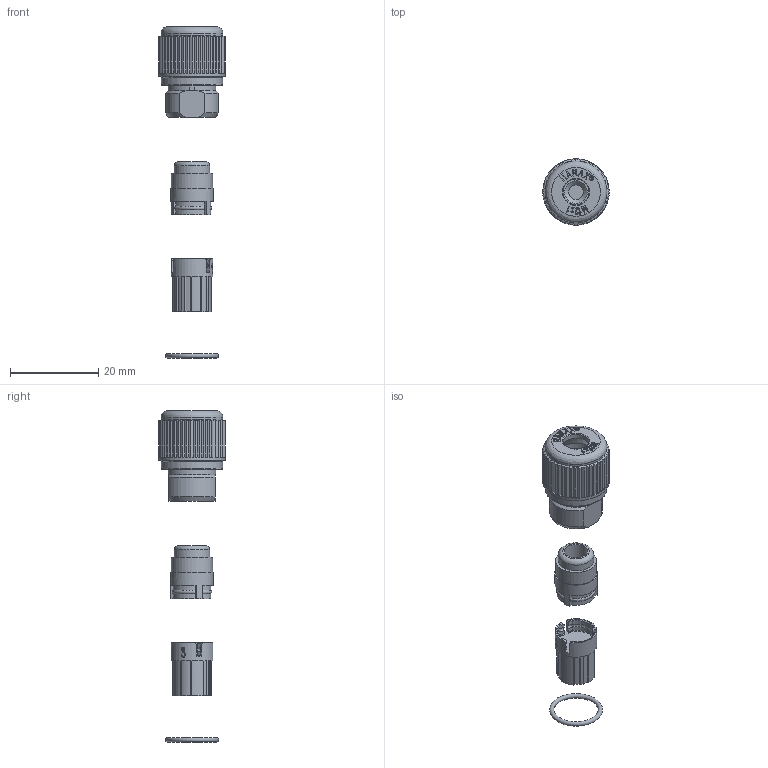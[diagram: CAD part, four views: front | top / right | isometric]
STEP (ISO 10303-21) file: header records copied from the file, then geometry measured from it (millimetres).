
FILE_DESCRIPTION(/* description */ (''),/* implementation_level */ '2;1');
FILE_NAME(/* name */ '100740435ugm000_a.stp',/* time_stamp */ '2017-09-26T12:29:11+02:00',/* author */ (''),/* organization */ (''),/* preprocessor_version */ 'ST-DEVELOPER v16',/* originating_system */ 'SIEMENS PLM Software NX 10.0',/* authorisation */ '');
FILE_SCHEMA (('AUTOMOTIVE_DESIGN { 1 0 10303 214 3 1 1 1 }'));
Length unit declared in the file: millimetre
Products named in the file (1): 100740435ugm000_a
Bounding box: 15 x 15 x 75.06 mm (x, y, z)
Volume: 2659.3 mm3; surface area: 3205.7 mm2
Topology: 4 solids, 4 shells, 515 faces, 1321 edges, 843 vertices
Faces by surface type: plane 362, cylinder 76, extrusion 46, torus 11, bspline 11, cone 9
Full cylindrical faces by diameter (mm): 0.9 x1, 1 x1, 3.3 x1, 3.8 x1, 5.2 x1, 5.8 x1, 8 x1, 9.3 x1, 9.45 x1, 9.55 x1, 9.6 x1, 14 x2, 15 x1
Entity records: 19049 total; most frequent: CARTESIAN_POINT 6085, ORIENTED_EDGE 2586, DIRECTION 1978, EDGE_CURVE 1293, VERTEX_POINT 844, AXIS2_PLACEMENT_3D 699, VECTOR 580, EDGE_LOOP 576
